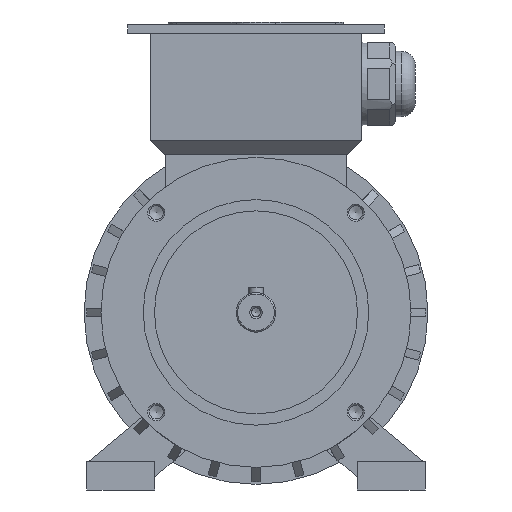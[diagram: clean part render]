
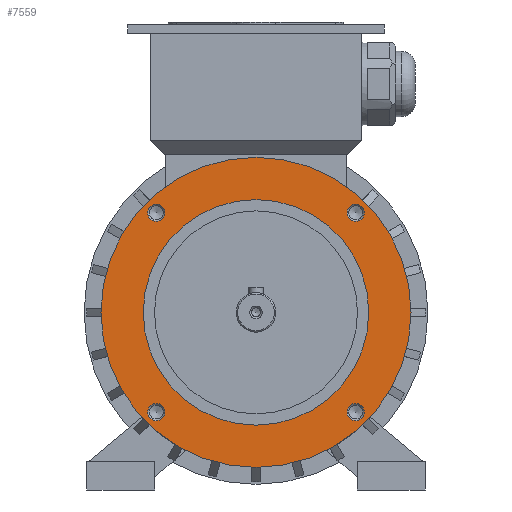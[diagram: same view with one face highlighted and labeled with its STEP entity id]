
A CAD part, front view. The second image highlights one B-rep face of the part: STEP entity #7559.
In plain terms, the highlighted planar face has unit normal (0, -1, 0).
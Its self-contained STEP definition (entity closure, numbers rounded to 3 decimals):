
#214=CIRCLE('',#7734,3.059);
#218=CIRCLE('',#7742,3.059);
#222=CIRCLE('',#7750,3.059);
#345=CIRCLE('',#8033,55.);
#347=CIRCLE('',#8036,3.059);
#348=CIRCLE('',#8037,40.);
#1203=ORIENTED_EDGE('',*,*,#2040,.T.);
#1204=ORIENTED_EDGE('',*,*,#2044,.T.);
#1205=ORIENTED_EDGE('',*,*,#2048,.T.);
#1206=ORIENTED_EDGE('',*,*,#2601,.T.);
#1207=ORIENTED_EDGE('',*,*,#2602,.F.);
#1208=ORIENTED_EDGE('',*,*,#2599,.F.);
#2040=EDGE_CURVE('',#2832,#2832,#214,.T.);
#2044=EDGE_CURVE('',#2837,#2837,#218,.T.);
#2048=EDGE_CURVE('',#2842,#2842,#222,.T.);
#2599=EDGE_CURVE('',#3237,#3237,#345,.T.);
#2601=EDGE_CURVE('',#3239,#3239,#347,.T.);
#2602=EDGE_CURVE('',#3240,#3240,#348,.F.);
#2832=VERTEX_POINT('',#9934);
#2837=VERTEX_POINT('',#9947);
#2842=VERTEX_POINT('',#9960);
#3237=VERTEX_POINT('',#11204);
#3239=VERTEX_POINT('',#11209);
#3240=VERTEX_POINT('',#11211);
#4503=EDGE_LOOP('',(#1203));
#4504=EDGE_LOOP('',(#1204));
#4505=EDGE_LOOP('',(#1205));
#4506=EDGE_LOOP('',(#1206));
#4507=EDGE_LOOP('',(#1207));
#4508=EDGE_LOOP('',(#1208));
#4871=FACE_BOUND('',#4503,.T.);
#4872=FACE_BOUND('',#4504,.T.);
#4873=FACE_BOUND('',#4505,.T.);
#4874=FACE_BOUND('',#4506,.T.);
#4875=FACE_BOUND('',#4507,.T.);
#4876=FACE_BOUND('',#4508,.T.);
#5180=PLANE('',#8035);
#7559=ADVANCED_FACE('',(#4871,#4872,#4873,#4874,#4875,#4876),#5180,.F.);
#7734=AXIS2_PLACEMENT_3D('',#9933,#8319,#8320);
#7742=AXIS2_PLACEMENT_3D('',#9946,#8335,#8336);
#7750=AXIS2_PLACEMENT_3D('',#9959,#8351,#8352);
#8033=AXIS2_PLACEMENT_3D('',#11203,#9271,#9272);
#8035=AXIS2_PLACEMENT_3D('',#11207,#9275,#9276);
#8036=AXIS2_PLACEMENT_3D('',#11208,#9277,#9278);
#8037=AXIS2_PLACEMENT_3D('',#11210,#9279,#9280);
#8319=DIRECTION('',(0.,1.,0.));
#8320=DIRECTION('',(0.,0.,1.));
#8335=DIRECTION('',(0.,1.,0.));
#8336=DIRECTION('',(-1.,0.,0.));
#8351=DIRECTION('',(0.,1.,0.));
#8352=DIRECTION('',(0.,0.,-1.));
#9271=DIRECTION('',(0.,1.,0.));
#9272=DIRECTION('',(1.,0.,0.));
#9275=DIRECTION('',(0.,1.,0.));
#9276=DIRECTION('',(0.,0.,1.));
#9277=DIRECTION('',(0.,1.,0.));
#9278=DIRECTION('',(1.,0.,0.));
#9279=DIRECTION('',(0.,1.,0.));
#9280=DIRECTION('',(0.,0.,1.));
#9933=CARTESIAN_POINT('',(-35.355,-21.,-35.355));
#9934=CARTESIAN_POINT('',(-35.355,-21.,-32.297));
#9946=CARTESIAN_POINT('',(35.355,-21.,-35.355));
#9947=CARTESIAN_POINT('',(32.297,-21.,-35.355));
#9959=CARTESIAN_POINT('',(35.355,-21.,35.355));
#9960=CARTESIAN_POINT('',(35.355,-21.,32.297));
#11203=CARTESIAN_POINT('',(0.,-21.,0.));
#11204=CARTESIAN_POINT('',(55.,-21.,0.));
#11207=CARTESIAN_POINT('',(0.,-21.,0.));
#11208=CARTESIAN_POINT('',(-35.355,-21.,35.355));
#11209=CARTESIAN_POINT('',(-32.297,-21.,35.355));
#11210=CARTESIAN_POINT('',(0.,-21.,0.));
#11211=CARTESIAN_POINT('',(0.,-21.,40.));
